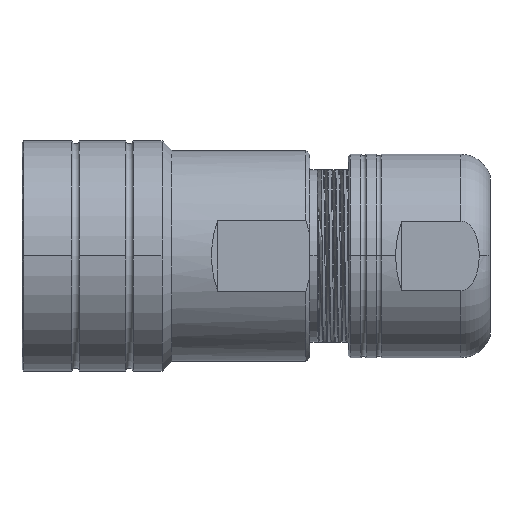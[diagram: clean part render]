
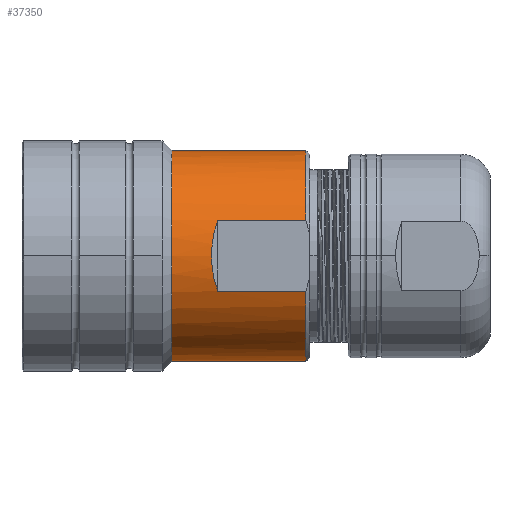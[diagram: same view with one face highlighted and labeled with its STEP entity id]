
A CAD part, top view. The second image highlights one B-rep face of the part: STEP entity #37350.
In plain terms, the highlighted cylindrical face has radius 13.75 mm (diameter 27.5 mm), a partial arc.
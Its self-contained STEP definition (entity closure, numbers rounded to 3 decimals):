
#10473=CARTESIAN_POINT('',(37.,0.,0.));
#10474=DIRECTION('',(1.,0.,0.));
#10475=DIRECTION('',(0.,1.,0.));
#10476=AXIS2_PLACEMENT_3D('',#10473,#10474,#10475);
#10478=CARTESIAN_POINT('',(37.,0.,0.));
#10479=DIRECTION('',(1.,0.,0.));
#10480=DIRECTION('',(0.,-0.336,0.942));
#10481=AXIS2_PLACEMENT_3D('',#10478,#10479,#10480);
#10483=DIRECTION('',(1.,0.,0.));
#10484=VECTOR('',#10483,17.5);
#10485=CARTESIAN_POINT('',(19.5,-13.75,0.));
#10486=LINE('',#10485,#10484);
#10487=CARTESIAN_POINT('',(19.5,0.,0.));
#10488=DIRECTION('',(1.,0.,0.));
#10489=DIRECTION('',(0.,1.,0.));
#10490=AXIS2_PLACEMENT_3D('',#10487,#10488,#10489);
#10492=DIRECTION('',(1.,0.,0.));
#10493=VECTOR('',#10492,17.5);
#10494=CARTESIAN_POINT('',(19.5,13.75,0.));
#10495=LINE('',#10494,#10493);
#10500=CARTESIAN_POINT('',(37.,4.622,12.95));
#10502=CARTESIAN_POINT('',(37.,-4.622,
12.95));
#10508=DIRECTION('',(-1.,0.,0.));
#10509=VECTOR('',#10508,11.5);
#10510=CARTESIAN_POINT('',(37.,-4.622,
12.95));
#10511=LINE('',#10510,#10509);
#10512=DIRECTION('',(-1.,0.,0.));
#10513=VECTOR('',#10512,11.5);
#10514=CARTESIAN_POINT('',(37.,4.622,12.95));
#10515=LINE('',#10514,#10513);
#10736=CARTESIAN_POINT('',(25.5,-4.622,12.95));
#10737=CARTESIAN_POINT('',(24.95,-3.081,
13.5));
#10738=CARTESIAN_POINT('',(24.45,0.,14.));
#10739=CARTESIAN_POINT('',(24.95,3.081,13.5));
#10740=CARTESIAN_POINT('',(25.5,4.622,12.95));
#11476=CARTESIAN_POINT('',(19.5,13.75,0.));
#11477=CARTESIAN_POINT('',(19.5,-13.75,0.));
#11478=VERTEX_POINT('',#11476);
#11479=VERTEX_POINT('',#11477);
#11490=VERTEX_POINT('',#10736);
#11491=VERTEX_POINT('',#10740);
#11503=VERTEX_POINT('',#10500);
#11504=CARTESIAN_POINT('',(37.,13.75,0.));
#11505=VERTEX_POINT('',#11504);
#11510=CARTESIAN_POINT('',(37.,-13.75,0.));
#11511=VERTEX_POINT('',#11510);
#11512=VERTEX_POINT('',#10502);
#37328=CARTESIAN_POINT('',(38.463,0.,0.));
#37329=DIRECTION('',(-1.,0.,0.));
#37330=DIRECTION('',(0.,1.,0.));
#37331=AXIS2_PLACEMENT_3D('',#37328,#37329,#37330);
#37332=CYLINDRICAL_SURFACE('',#37331,13.75);
#37333=ORIENTED_EDGE('',*,*,#37316,.T.);
#37335=ORIENTED_EDGE('',*,*,#37334,.T.);
#37337=ORIENTED_EDGE('',*,*,#37336,.F.);
#37339=ORIENTED_EDGE('',*,*,#37338,.F.);
#37341=ORIENTED_EDGE('',*,*,#37340,.T.);
#37343=ORIENTED_EDGE('',*,*,#37342,.F.);
#37345=ORIENTED_EDGE('',*,*,#37344,.F.);
#37347=ORIENTED_EDGE('',*,*,#37346,.T.);
#37348=EDGE_LOOP('',(#37333,#37335,#37337,#37339,#37341,#37343,#37345,#37347));
#37349=FACE_OUTER_BOUND('',#37348,.F.);
#37350=ADVANCED_FACE('',(#37349),#37332,.T.);
#10477=CIRCLE('',#10476,13.75);
#10482=CIRCLE('',#10481,13.75);
#10491=CIRCLE('',#10490,13.75);
#10741=B_SPLINE_CURVE_WITH_KNOTS('',3,(#10736,#10737,#10738,#10739,#10740),
.UNSPECIFIED.,.F.,.F.,(4,1,4),(0.,0.5,1.),.UNSPECIFIED.);
#37316=EDGE_CURVE('',#11505,#11503,#10477,.T.);
#37334=EDGE_CURVE('',#11503,#11491,#10515,.T.);
#37336=EDGE_CURVE('',#11490,#11491,#10741,.T.);
#37338=EDGE_CURVE('',#11512,#11490,#10511,.T.);
#37340=EDGE_CURVE('',#11512,#11511,#10482,.T.);
#37342=EDGE_CURVE('',#11479,#11511,#10486,.T.);
#37344=EDGE_CURVE('',#11478,#11479,#10491,.T.);
#37346=EDGE_CURVE('',#11478,#11505,#10495,.T.);
